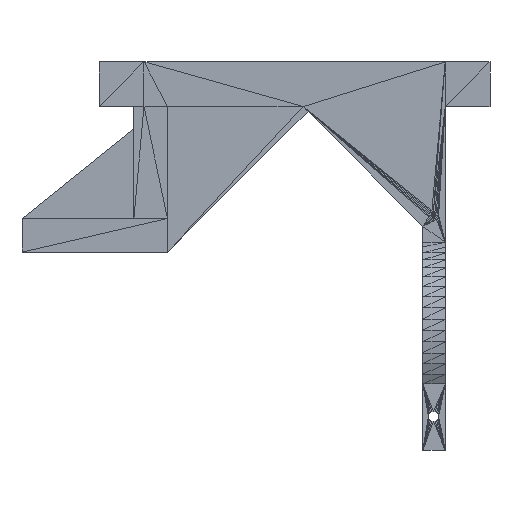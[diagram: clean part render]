
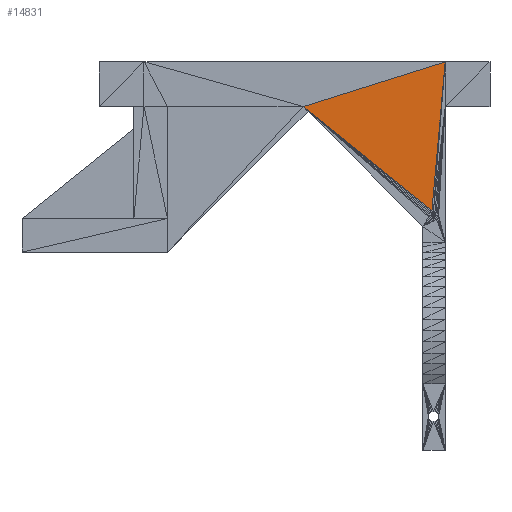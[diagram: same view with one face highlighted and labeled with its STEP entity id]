
A CAD part, left-side view. The second image highlights one B-rep face of the part: STEP entity #14831.
In plain terms, the highlighted planar face has unit normal (-1, 0, 0).
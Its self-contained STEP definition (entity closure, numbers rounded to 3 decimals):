
#1183=FACE_OUTER_BOUND('',#2425,.T.);
#2425=EDGE_LOOP('',(#12199,#12200,#12201));
#4238=LINE('',#23975,#6101);
#4261=LINE('',#24022,#6124);
#4262=LINE('',#24023,#6125);
#6101=VECTOR('',#20216,10.);
#6124=VECTOR('',#20263,10.);
#6125=VECTOR('',#20264,10.);
#6464=VERTEX_POINT('',#21813);
#6789=VERTEX_POINT('',#23942);
#6804=VERTEX_POINT('',#24021);
#8571=EDGE_CURVE('',#6464,#6789,#4238,.T.);
#8594=EDGE_CURVE('',#6464,#6804,#4261,.T.);
#8595=EDGE_CURVE('',#6804,#6789,#4262,.T.);
#12199=ORIENTED_EDGE('',*,*,#8594,.F.);
#12200=ORIENTED_EDGE('',*,*,#8571,.T.);
#12201=ORIENTED_EDGE('',*,*,#8595,.F.);
#13589=PLANE('',#16087);
#14831=ADVANCED_FACE('',(#1183),#13589,.T.);
#16087=AXIS2_PLACEMENT_3D('',#24020,#20261,#20262);
#20216=DIRECTION('',(0.,0.954,-0.3));
#20261=DIRECTION('center_axis',(-1.,0.,0.));
#20262=DIRECTION('ref_axis',(0.,0.,1.));
#20263=DIRECTION('',(0.,0.089,-0.996));
#20264=DIRECTION('',(0.,0.779,0.627));
#21813=CARTESIAN_POINT('',(-14.73,-115.,60.361));
#23942=CARTESIAN_POINT('',(-14.73,-51.5,40.361));
#23975=CARTESIAN_POINT('',(-14.73,-115.,60.361));
#24020=CARTESIAN_POINT('Origin',(-14.73,-51.5,40.361));
#24021=CARTESIAN_POINT('',(-14.73,-109.047,-5.965));
#24022=CARTESIAN_POINT('',(-14.73,-115.,60.361));
#24023=CARTESIAN_POINT('',(-14.73,-109.047,-5.965));
